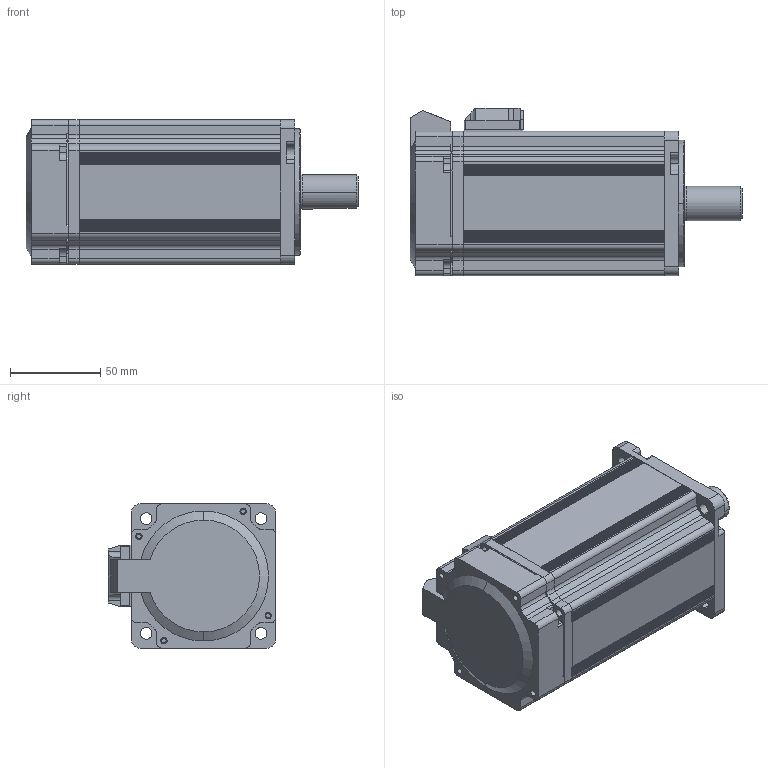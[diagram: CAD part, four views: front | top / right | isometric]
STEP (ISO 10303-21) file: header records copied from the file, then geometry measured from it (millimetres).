
FILE_DESCRIPTION (( 'STEP AP203' ), '1' );
FILE_NAME ('湮嫦講蚾饜极.STEP', '2020-05-15T05:22:48', ( '' ), ( '' ), 'SwSTEP 2.0', 'SolidWorks 2016', '' );
FILE_SCHEMA (( 'CONFIG_CONTROL_DESIGN' ));
Products named in the file (1): 湮嫦講蚾饜极
Bounding box: 184 x 92.8 x 80 mm (x, y, z)
Surface area: 86678 mm2 (no closed solid volume)
Topology: 0 solids, 296 shells, 2714 faces, 9022 edges, 6558 vertices
Faces by surface type: cylinder 1631, plane 983, cone 32, sphere 28, bspline 25, torus 15
Entity records: 99879 total; most frequent: CARTESIAN_POINT 19570, DIRECTION 18211, ORIENTED_EDGE 14146, EDGE_CURVE 9022, AXIS2_PLACEMENT_3D 6585, VERTEX_POINT 6558, VECTOR 5041, LINE 5041
